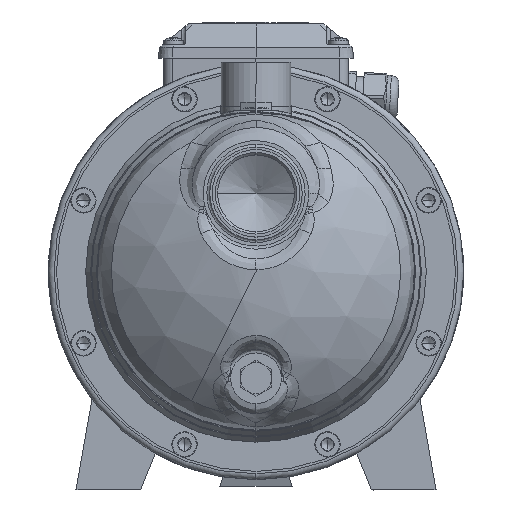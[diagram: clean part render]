
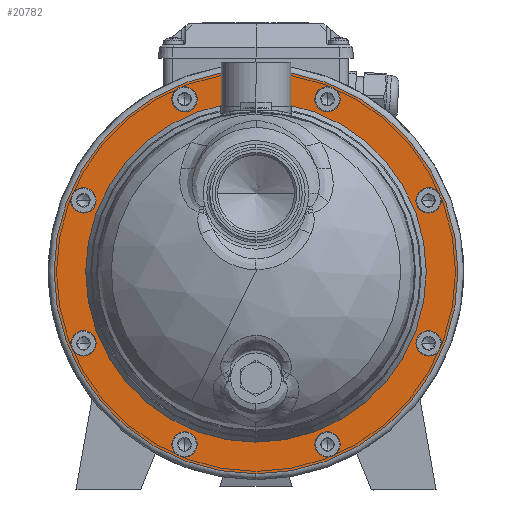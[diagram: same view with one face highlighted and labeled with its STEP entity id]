
A CAD part, top view. The second image highlights one B-rep face of the part: STEP entity #20782.
In plain terms, the highlighted planar face has unit normal (0, 0, 1).
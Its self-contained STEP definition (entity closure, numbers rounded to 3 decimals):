
#902 = PLANE ( 'NONE',  #104274 ) ;
#3318 = DIRECTION ( 'NONE',  ( 0., 1., 0. ) ) ;
#11030 = AXIS2_PLACEMENT_3D ( 'NONE', #48814, #108472, #106273 ) ;
#11599 = CIRCLE ( 'NONE', #102408, 87.5 ) ;
#20782 = ADVANCED_FACE ( 'NONE', ( #59993, #68879 ), #902, .T. ) ;
#26728 = CARTESIAN_POINT ( 'NONE',  ( 0., -103.75, 55. ) ) ;
#27328 = DIRECTION ( 'NONE',  ( 0., 1., 0. ) ) ;
#30239 = EDGE_LOOP ( 'NONE', ( #74838, #44128 ) ) ;
#33491 = AXIS2_PLACEMENT_3D ( 'NONE', #58276, #48793, #49340 ) ;
#34904 = DIRECTION ( 'NONE',  ( 0., 0., 1. ) ) ;
#35717 = CARTESIAN_POINT ( 'NONE',  ( 0., 0., 55. ) ) ;
#42841 = EDGE_LOOP ( 'NONE', ( #61211, #91875 ) ) ;
#44128 = ORIENTED_EDGE ( 'NONE', *, *, #58720, .F. ) ;
#48793 = DIRECTION ( 'NONE',  ( 0., 0., 1. ) ) ;
#48814 = CARTESIAN_POINT ( 'NONE',  ( 0., 0., 55. ) ) ;
#49340 = DIRECTION ( 'NONE',  ( 0., 1., 0. ) ) ;
#52542 = CIRCLE ( 'NONE', #66759, 103.75 ) ;
#52726 = CARTESIAN_POINT ( 'NONE',  ( 103.761, 103.761, 55. ) ) ;
#55133 = DIRECTION ( 'NONE',  ( 0., 0., 1. ) ) ;
#58276 = CARTESIAN_POINT ( 'NONE',  ( 0., 0., 55. ) ) ;
#58720 = EDGE_CURVE ( 'NONE', #103355, #98326, #93946, .T. ) ;
#59993 = FACE_BOUND ( 'NONE', #30239, .T. ) ;
#60491 = EDGE_CURVE ( 'NONE', #76639, #86781, #52542, .T. ) ;
#61211 = ORIENTED_EDGE ( 'NONE', *, *, #72407, .T. ) ;
#66759 = AXIS2_PLACEMENT_3D ( 'NONE', #97472, #55133, #3318 ) ;
#68879 = FACE_OUTER_BOUND ( 'NONE', #42841, .T. ) ;
#72121 = CARTESIAN_POINT ( 'NONE',  ( 0., 103.75, 55. ) ) ;
#72407 = EDGE_CURVE ( 'NONE', #86781, #76639, #108904, .T. ) ;
#74838 = ORIENTED_EDGE ( 'NONE', *, *, #100367, .F. ) ;
#76639 = VERTEX_POINT ( 'NONE', #26728 ) ;
#86781 = VERTEX_POINT ( 'NONE', #72121 ) ;
#91875 = ORIENTED_EDGE ( 'NONE', *, *, #60491, .T. ) ;
#93946 = CIRCLE ( 'NONE', #33491, 87.5 ) ;
#97472 = CARTESIAN_POINT ( 'NONE',  ( 0., 0., 55. ) ) ;
#98326 = VERTEX_POINT ( 'NONE', #100002 ) ;
#100002 = CARTESIAN_POINT ( 'NONE',  ( 0., 87.5, 55. ) ) ;
#100367 = EDGE_CURVE ( 'NONE', #98326, #103355, #11599, .T. ) ;
#102408 = AXIS2_PLACEMENT_3D ( 'NONE', #35717, #103710, #27328 ) ;
#102889 = DIRECTION ( 'NONE',  ( 0., -1., 0. ) ) ;
#103355 = VERTEX_POINT ( 'NONE', #103932 ) ;
#103710 = DIRECTION ( 'NONE',  ( 0., 0., 1. ) ) ;
#103932 = CARTESIAN_POINT ( 'NONE',  ( 0., -87.5, 55. ) ) ;
#104274 = AXIS2_PLACEMENT_3D ( 'NONE', #52726, #34904, #102889 ) ;
#106273 = DIRECTION ( 'NONE',  ( 0., 1., 0. ) ) ;
#108472 = DIRECTION ( 'NONE',  ( 0., 0., 1. ) ) ;
#108904 = CIRCLE ( 'NONE', #11030, 103.75 ) ;
